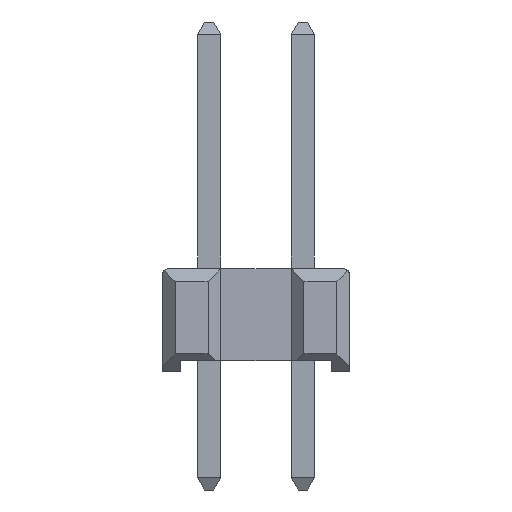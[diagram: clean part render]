
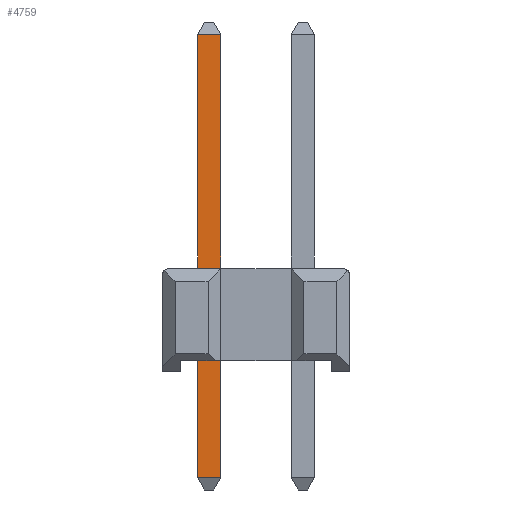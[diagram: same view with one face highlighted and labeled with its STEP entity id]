
A CAD part, front view. The second image highlights one B-rep face of the part: STEP entity #4759.
In plain terms, the highlighted planar face has unit normal (0, -1, 0).
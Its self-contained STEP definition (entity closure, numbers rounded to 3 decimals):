
#4663 = B_SPLINE_SURFACE_WITH_KNOTS('',1,1,(
    (#4664,#4665)
    ,(#4666,#4667
    )),.UNSPECIFIED.,.F.,.F.,.F.,(2,2),(2,2),(-9.358,
    0.093),(-0.64,0.01),
  .PIECEWISE_BEZIER_KNOTS.);
#4664 = CARTESIAN_POINT('',(-0.315,-14.915,9.326));
#4665 = CARTESIAN_POINT('',(-0.315,-15.565,9.326));
#4666 = CARTESIAN_POINT('',(-0.315,-14.915,-2.981));
#4667 = CARTESIAN_POINT('',(-0.315,-15.565,-2.981));
#4686 = VERTEX_POINT('',#4687);
#4687 = CARTESIAN_POINT('',(-0.315,-15.555,-2.86));
#4710 = EDGE_CURVE('',#4686,#4711,#4713,.T.);
#4711 = VERTEX_POINT('',#4712);
#4712 = CARTESIAN_POINT('',(-0.315,-15.555,9.156));
#4713 = SURFACE_CURVE('',#4714,(#4717,#4723),.PCURVE_S1.);
#4714 = B_SPLINE_CURVE_WITH_KNOTS('',1,(#4715,#4716),.UNSPECIFIED.,.F.,
  .F.,(2,2),(-9.266,-0.038),
  .PIECEWISE_BEZIER_KNOTS.);
#4715 = CARTESIAN_POINT('',(-0.315,-15.555,-2.86));
#4716 = CARTESIAN_POINT('',(-0.315,-15.555,9.156));
#4717 = PCURVE('',#4663,#4718);
#4718 = DEFINITIONAL_REPRESENTATION('',(#4719),#4722);
#4719 = B_SPLINE_CURVE_WITH_KNOTS('',1,(#4720,#4721),.UNSPECIFIED.,.F.,
  .F.,(2,2),(-9.266,-0.038),
  .PIECEWISE_BEZIER_KNOTS.);
#4720 = CARTESIAN_POINT('',(0.,0.));
#4721 = CARTESIAN_POINT('',(-9.227,0.));
#4722 = ( GEOMETRIC_REPRESENTATION_CONTEXT(2) 
PARAMETRIC_REPRESENTATION_CONTEXT() REPRESENTATION_CONTEXT('2D SPACE',''
  ) );
#4723 = PCURVE('',#4724,#4729);
#4724 = PLANE('',#4725);
#4725 = AXIS2_PLACEMENT_3D('',#4726,#4727,#4728);
#4726 = CARTESIAN_POINT('',(-0.325,-15.555,-2.981));
#4727 = DIRECTION('',(0.,-1.,
    0.));
#4728 = DIRECTION('',(0.,0.,
    1.));
#4729 = DEFINITIONAL_REPRESENTATION('',(#4730),#4733);
#4730 = B_SPLINE_CURVE_WITH_KNOTS('',1,(#4731,#4732),.UNSPECIFIED.,.F.,
  .F.,(2,2),(-9.266,-0.038),
  .PIECEWISE_BEZIER_KNOTS.);
#4731 = CARTESIAN_POINT('',(0.121,-0.01));
#4732 = CARTESIAN_POINT('',(12.136,-0.01));
#4733 = ( GEOMETRIC_REPRESENTATION_CONTEXT(2) 
PARAMETRIC_REPRESENTATION_CONTEXT() REPRESENTATION_CONTEXT('2D SPACE',''
  ) );
#4759 = ADVANCED_FACE('',(#4760),#4724,.T.);
#4760 = FACE_BOUND('',#4761,.T.);
#4761 = EDGE_LOOP('',(#4762,#4763,#4788,#4813));
#4762 = ORIENTED_EDGE('',*,*,#4710,.F.);
#4763 = ORIENTED_EDGE('',*,*,#4764,.T.);
#4764 = EDGE_CURVE('',#4686,#4765,#4767,.T.);
#4765 = VERTEX_POINT('',#4766);
#4766 = CARTESIAN_POINT('',(0.315,-15.555,-2.86));
#4767 = SURFACE_CURVE('',#4768,(#4771,#4777),.PCURVE_S1.);
#4768 = B_SPLINE_CURVE_WITH_KNOTS('',1,(#4769,#4770),.UNSPECIFIED.,.F.,
  .F.,(2,2),(9.266,9.896),.PIECEWISE_BEZIER_KNOTS.);
#4769 = CARTESIAN_POINT('',(-0.315,-15.555,-2.86));
#4770 = CARTESIAN_POINT('',(0.315,-15.555,-2.86));
#4771 = PCURVE('',#4724,#4772);
#4772 = DEFINITIONAL_REPRESENTATION('',(#4773),#4776);
#4773 = B_SPLINE_CURVE_WITH_KNOTS('',1,(#4774,#4775),.UNSPECIFIED.,.F.,
  .F.,(2,2),(9.266,9.896),.PIECEWISE_BEZIER_KNOTS.);
#4774 = CARTESIAN_POINT('',(0.121,-0.01));
#4775 = CARTESIAN_POINT('',(0.121,-0.64));
#4776 = ( GEOMETRIC_REPRESENTATION_CONTEXT(2) 
PARAMETRIC_REPRESENTATION_CONTEXT() REPRESENTATION_CONTEXT('2D SPACE',''
  ) );
#4777 = PCURVE('',#4778,#4783);
#4778 = PLANE('',#4779);
#4779 = AXIS2_PLACEMENT_3D('',#4780,#4781,#4782);
#4780 = CARTESIAN_POINT('',(-0.325,-15.36,-3.209));
#4781 = DIRECTION('',(0.,-0.873,
    -0.488));
#4782 = DIRECTION('',(0.,-0.488,0.873
    ));
#4783 = DEFINITIONAL_REPRESENTATION('',(#4784),#4787);
#4784 = B_SPLINE_CURVE_WITH_KNOTS('',1,(#4785,#4786),.UNSPECIFIED.,.F.,
  .F.,(2,2),(9.266,9.896),.PIECEWISE_BEZIER_KNOTS.);
#4785 = CARTESIAN_POINT('',(0.4,-0.01));
#4786 = CARTESIAN_POINT('',(0.4,-0.64));
#4787 = ( GEOMETRIC_REPRESENTATION_CONTEXT(2) 
PARAMETRIC_REPRESENTATION_CONTEXT() REPRESENTATION_CONTEXT('2D SPACE',''
  ) );
#4788 = ORIENTED_EDGE('',*,*,#4789,.T.);
#4789 = EDGE_CURVE('',#4765,#4790,#4792,.T.);
#4790 = VERTEX_POINT('',#4791);
#4791 = CARTESIAN_POINT('',(0.315,-15.555,9.156));
#4792 = SURFACE_CURVE('',#4793,(#4796,#4802),.PCURVE_S1.);
#4793 = B_SPLINE_CURVE_WITH_KNOTS('',1,(#4794,#4795),.UNSPECIFIED.,.F.,
  .F.,(2,2),(9.896,19.123),.PIECEWISE_BEZIER_KNOTS.);
#4794 = CARTESIAN_POINT('',(0.315,-15.555,-2.86));
#4795 = CARTESIAN_POINT('',(0.315,-15.555,9.156));
#4796 = PCURVE('',#4724,#4797);
#4797 = DEFINITIONAL_REPRESENTATION('',(#4798),#4801);
#4798 = B_SPLINE_CURVE_WITH_KNOTS('',1,(#4799,#4800),.UNSPECIFIED.,.F.,
  .F.,(2,2),(9.896,19.123),.PIECEWISE_BEZIER_KNOTS.);
#4799 = CARTESIAN_POINT('',(0.121,-0.64));
#4800 = CARTESIAN_POINT('',(12.136,-0.64));
#4801 = ( GEOMETRIC_REPRESENTATION_CONTEXT(2) 
PARAMETRIC_REPRESENTATION_CONTEXT() REPRESENTATION_CONTEXT('2D SPACE',''
  ) );
#4802 = PCURVE('',#4803,#4808);
#4803 = B_SPLINE_SURFACE_WITH_KNOTS('',1,1,(
    (#4804,#4805)
    ,(#4806,#4807
    )),.UNSPECIFIED.,.F.,.F.,.F.,(2,2),(2,2),(-0.64,0.01),(
    -9.358,0.093),.PIECEWISE_BEZIER_KNOTS.);
#4804 = CARTESIAN_POINT('',(0.315,-14.915,9.326));
#4805 = CARTESIAN_POINT('',(0.315,-14.915,-2.981));
#4806 = CARTESIAN_POINT('',(0.315,-15.565,9.326));
#4807 = CARTESIAN_POINT('',(0.315,-15.565,-2.981));
#4808 = DEFINITIONAL_REPRESENTATION('',(#4809),#4812);
#4809 = B_SPLINE_CURVE_WITH_KNOTS('',1,(#4810,#4811),.UNSPECIFIED.,.F.,
  .F.,(2,2),(9.896,19.123),.PIECEWISE_BEZIER_KNOTS.);
#4810 = CARTESIAN_POINT('',(0.,0.));
#4811 = CARTESIAN_POINT('',(0.,-9.227));
#4812 = ( GEOMETRIC_REPRESENTATION_CONTEXT(2) 
PARAMETRIC_REPRESENTATION_CONTEXT() REPRESENTATION_CONTEXT('2D SPACE',''
  ) );
#4813 = ORIENTED_EDGE('',*,*,#4814,.T.);
#4814 = EDGE_CURVE('',#4790,#4711,#4815,.T.);
#4815 = SURFACE_CURVE('',#4816,(#4819,#4825),.PCURVE_S1.);
#4816 = B_SPLINE_CURVE_WITH_KNOTS('',1,(#4817,#4818),.UNSPECIFIED.,.F.,
  .F.,(2,2),(19.161,19.791),.PIECEWISE_BEZIER_KNOTS.);
#4817 = CARTESIAN_POINT('',(0.315,-15.555,9.156));
#4818 = CARTESIAN_POINT('',(-0.315,-15.555,9.156));
#4819 = PCURVE('',#4724,#4820);
#4820 = DEFINITIONAL_REPRESENTATION('',(#4821),#4824);
#4821 = B_SPLINE_CURVE_WITH_KNOTS('',1,(#4822,#4823),.UNSPECIFIED.,.F.,
  .F.,(2,2),(19.161,19.791),.PIECEWISE_BEZIER_KNOTS.);
#4822 = CARTESIAN_POINT('',(12.136,-0.64));
#4823 = CARTESIAN_POINT('',(12.136,-0.01));
#4824 = ( GEOMETRIC_REPRESENTATION_CONTEXT(2) 
PARAMETRIC_REPRESENTATION_CONTEXT() REPRESENTATION_CONTEXT('2D SPACE',''
  ) );
#4825 = PCURVE('',#4826,#4831);
#4826 = PLANE('',#4827);
#4827 = AXIS2_PLACEMENT_3D('',#4828,#4829,#4830);
#4828 = CARTESIAN_POINT('',(-0.325,-15.36,9.504));
#4829 = DIRECTION('',(0.,-0.873,0.487
    ));
#4830 = DIRECTION('',(0.,0.487,0.873
    ));
#4831 = DEFINITIONAL_REPRESENTATION('',(#4832),#4835);
#4832 = B_SPLINE_CURVE_WITH_KNOTS('',1,(#4833,#4834),.UNSPECIFIED.,.F.,
  .F.,(2,2),(19.161,19.791),.PIECEWISE_BEZIER_KNOTS.);
#4833 = CARTESIAN_POINT('',(-0.399,-0.64));
#4834 = CARTESIAN_POINT('',(-0.399,-0.01));
#4835 = ( GEOMETRIC_REPRESENTATION_CONTEXT(2) 
PARAMETRIC_REPRESENTATION_CONTEXT() REPRESENTATION_CONTEXT('2D SPACE',''
  ) );
